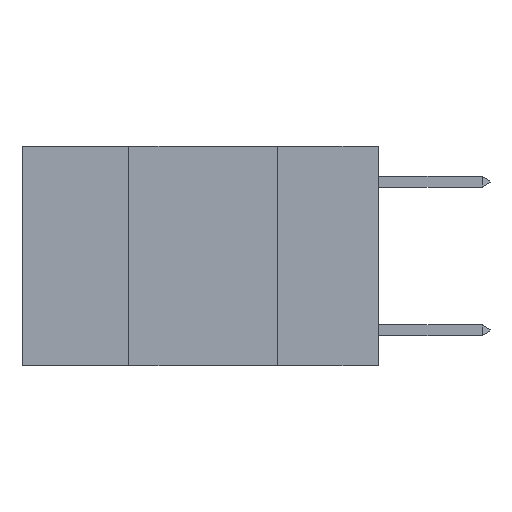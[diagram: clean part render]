
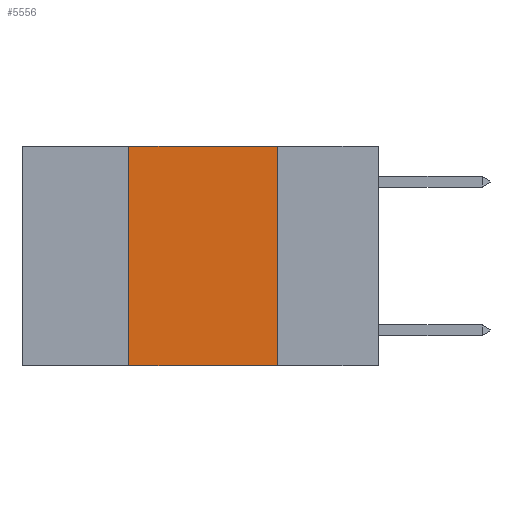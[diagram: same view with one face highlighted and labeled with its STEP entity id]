
A CAD part, left-side view. The second image highlights one B-rep face of the part: STEP entity #5556.
In plain terms, the highlighted planar face has unit normal (-1, 0, 0).
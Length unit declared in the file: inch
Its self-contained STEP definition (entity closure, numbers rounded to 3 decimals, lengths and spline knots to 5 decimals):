
#158 = PLANE ( 'NONE',  #10082 ) ;
#603 = DIRECTION ( 'NONE',  ( 0., 0., 1. ) ) ;
#1838 = EDGE_CURVE ( 'NONE', #11867, #3126, #8478, .T. ) ;
#3126 = VERTEX_POINT ( 'NONE', #11786 ) ;
#3186 = EDGE_LOOP ( 'NONE', ( #12311, #8151, #13649, #6919 ) ) ;
#4277 = LINE ( 'NONE', #14196, #15000 ) ;
#4683 = VERTEX_POINT ( 'NONE', #9053 ) ;
#5118 = FACE_OUTER_BOUND ( 'NONE', #3186, .T. ) ;
#5126 = CARTESIAN_POINT ( 'NONE',  ( 0., 0.6, 0. ) ) ;
#5468 = VECTOR ( 'NONE', #6402, 39.37008 ) ;
#5556 = ADVANCED_FACE ( 'NONE', ( #5118 ), #158, .F. ) ;
#5795 = LINE ( 'NONE', #5126, #5468 ) ;
#6402 = DIRECTION ( 'NONE',  ( 0., -1., 0. ) ) ;
#6758 = LINE ( 'NONE', #11664, #14482 ) ;
#6919 = ORIENTED_EDGE ( 'NONE', *, *, #13674, .T. ) ;
#7524 = CARTESIAN_POINT ( 'NONE',  ( 0., 0.6, 0. ) ) ;
#8151 = ORIENTED_EDGE ( 'NONE', *, *, #10809, .F. ) ;
#8478 = LINE ( 'NONE', #12003, #12012 ) ;
#8724 = VERTEX_POINT ( 'NONE', #9786 ) ;
#9053 = CARTESIAN_POINT ( 'NONE',  ( 0., 0.42, -0.37 ) ) ;
#9213 = EDGE_CURVE ( 'NONE', #4683, #8724, #4277, .T. ) ;
#9343 = DIRECTION ( 'NONE',  ( 0., -1., 0. ) ) ;
#9786 = CARTESIAN_POINT ( 'NONE',  ( 0., 0.42, 0. ) ) ;
#9852 = DIRECTION ( 'NONE',  ( 0., 0., -1. ) ) ;
#10082 = AXIS2_PLACEMENT_3D ( 'NONE', #7524, #14790, #12632 ) ;
#10617 = CARTESIAN_POINT ( 'NONE',  ( 0., 0.17, 0. ) ) ;
#10809 = EDGE_CURVE ( 'NONE', #8724, #11867, #5795, .T. ) ;
#11664 = CARTESIAN_POINT ( 'NONE',  ( 0., 0.6, -0.37 ) ) ;
#11786 = CARTESIAN_POINT ( 'NONE',  ( 0., 0.17, -0.37 ) ) ;
#11867 = VERTEX_POINT ( 'NONE', #10617 ) ;
#12003 = CARTESIAN_POINT ( 'NONE',  ( 0., 0.17, 0. ) ) ;
#12012 = VECTOR ( 'NONE', #9852, 39.37008 ) ;
#12311 = ORIENTED_EDGE ( 'NONE', *, *, #1838, .F. ) ;
#12632 = DIRECTION ( 'NONE',  ( 0., 0., -1. ) ) ;
#13649 = ORIENTED_EDGE ( 'NONE', *, *, #9213, .F. ) ;
#13674 = EDGE_CURVE ( 'NONE', #4683, #3126, #6758, .T. ) ;
#14196 = CARTESIAN_POINT ( 'NONE',  ( 0., 0.42, 0. ) ) ;
#14482 = VECTOR ( 'NONE', #9343, 39.37008 ) ;
#14790 = DIRECTION ( 'NONE',  ( 1., 0., 0. ) ) ;
#15000 = VECTOR ( 'NONE', #603, 39.37008 ) ;
